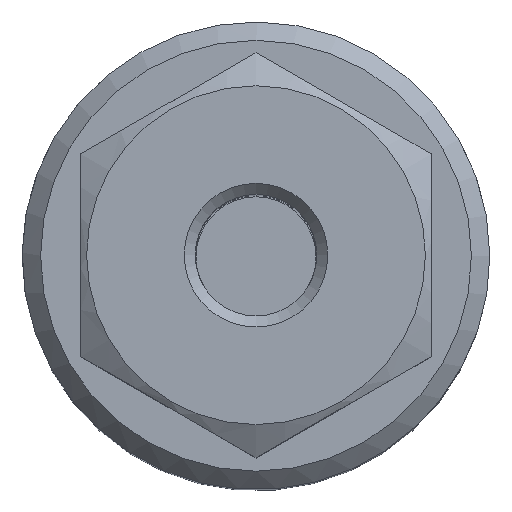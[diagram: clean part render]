
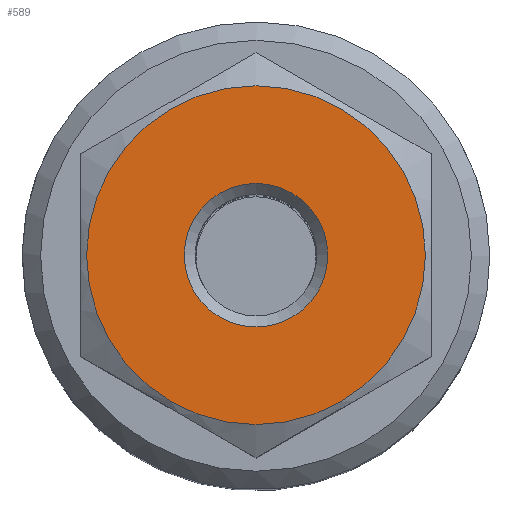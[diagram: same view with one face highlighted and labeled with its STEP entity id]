
A CAD part, top view. The second image highlights one B-rep face of the part: STEP entity #589.
In plain terms, the highlighted planar face has unit normal (0, 0, 1).
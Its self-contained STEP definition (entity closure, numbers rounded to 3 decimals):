
#562=CARTESIAN_POINT('',(-1.992,1.15,28.015));
#563=DIRECTION('',(0.0,0.0,1.0));
#564=DIRECTION('',(0.5,0.866,0.0));
#565=AXIS2_PLACEMENT_3D('',#562,#563,#564);
#566=PLANE('',#565);
#567=CARTESIAN_POINT('',(-3.984,2.3,28.015));
#568=VERTEX_POINT('',#567);
#569=CARTESIAN_POINT('',(0.,0.,28.015));
#570=DIRECTION('',(0.,0.,-1.0));
#571=DIRECTION('',(-0.866,0.5,0.));
#572=AXIS2_PLACEMENT_3D('',#569,#570,#571);
#573=CIRCLE('',#572,4.6);
#574=EDGE_CURVE('',#568,#568,#573,.T.);
#575=ORIENTED_EDGE('',*,*,#574,.F.);
#576=EDGE_LOOP('',(#575));
#577=FACE_OUTER_BOUND('',#576,.T.);
#578=CARTESIAN_POINT('',(1.689,-0.975,28.015));
#579=VERTEX_POINT('',#578);
#580=CARTESIAN_POINT('',(0.,0.,28.015));
#581=DIRECTION('',(0.,0.,1.0));
#582=DIRECTION('',(-0.866,0.5,0.));
#583=AXIS2_PLACEMENT_3D('',#580,#581,#582);
#584=CIRCLE('',#583,1.95);
#585=EDGE_CURVE('',#579,#579,#584,.T.);
#586=ORIENTED_EDGE('',*,*,#585,.F.);
#587=EDGE_LOOP('',(#586));
#588=FACE_BOUND('',#587,.T.);
#589=ADVANCED_FACE('',(#577,#588),#566,.T.);
